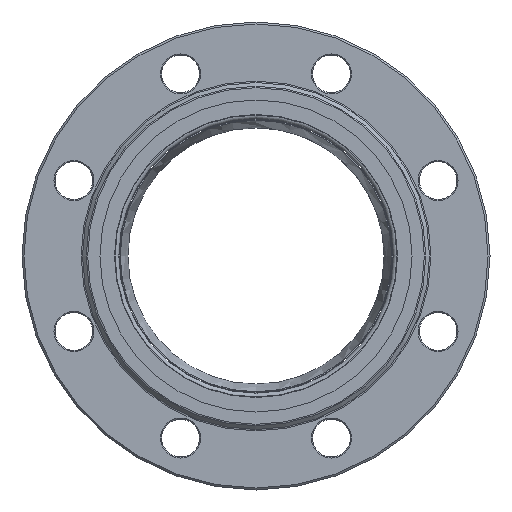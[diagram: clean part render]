
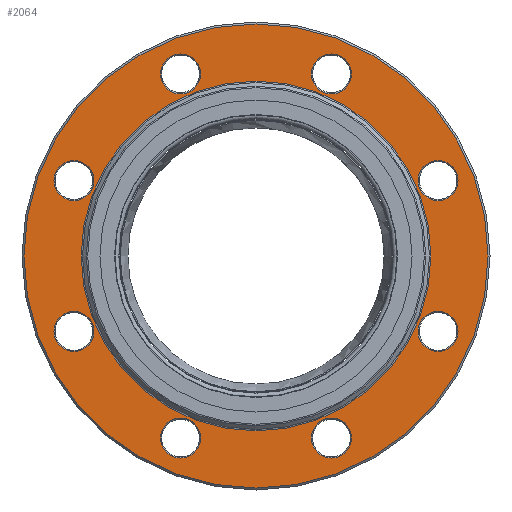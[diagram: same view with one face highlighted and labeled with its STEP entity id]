
A CAD part, left-side view. The second image highlights one B-rep face of the part: STEP entity #2064.
In plain terms, the highlighted planar face has unit normal (-1, 0, 0).
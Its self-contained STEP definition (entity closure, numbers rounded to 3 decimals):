
#1877=CARTESIAN_POINT('',(-131.4,0.,0.));
#1878=DIRECTION('',(1.,0.,-0.));
#1879=DIRECTION('',(0.,-1.,0.));
#1880=AXIS2_PLACEMENT_3D('',#1877,#1878,#1879);
#1881=PLANE('',#1880);
#1882=CARTESIAN_POINT('',(-131.4,110.866,-58.122));
#1883=VERTEX_POINT('',#1882);
#1884=CARTESIAN_POINT('',(-131.4,110.866,-33.722));
#1885=VERTEX_POINT('',#1884);
#1886=CARTESIAN_POINT('',(-131.4,110.866,-45.922));
#1887=DIRECTION('',(1.,0.,-0.));
#1888=DIRECTION('',(-0.,0.,-1.));
#1889=AXIS2_PLACEMENT_3D('',#1886,#1887,#1888);
#1890=CIRCLE('',#1889,12.2);
#1891=EDGE_CURVE('',#1883,#1885,#1890,.T.);
#1892=ORIENTED_EDGE('',*,*,#1891,.T.);
#1893=CARTESIAN_POINT('',(-131.4,110.866,-45.922));
#1894=DIRECTION('',(1.,0.,-0.));
#1895=DIRECTION('',(-0.,0.,-1.));
#1896=AXIS2_PLACEMENT_3D('',#1893,#1894,#1895);
#1897=CIRCLE('',#1896,12.2);
#1898=EDGE_CURVE('',#1885,#1883,#1897,.T.);
#1899=ORIENTED_EDGE('',*,*,#1898,.T.);
#1900=EDGE_LOOP('',(#1892,#1899));
#1901=FACE_BOUND('',#1900,.T.);
#1902=CARTESIAN_POINT('',(-131.4,110.866,33.722));
#1903=VERTEX_POINT('',#1902);
#1904=CARTESIAN_POINT('',(-131.4,110.866,58.122));
#1905=VERTEX_POINT('',#1904);
#1906=CARTESIAN_POINT('',(-131.4,110.866,45.922));
#1907=DIRECTION('',(1.,0.,-0.));
#1908=DIRECTION('',(-0.,0.,-1.));
#1909=AXIS2_PLACEMENT_3D('',#1906,#1907,#1908);
#1910=CIRCLE('',#1909,12.2);
#1911=EDGE_CURVE('',#1903,#1905,#1910,.T.);
#1912=ORIENTED_EDGE('',*,*,#1911,.T.);
#1913=CARTESIAN_POINT('',(-131.4,110.866,45.922));
#1914=DIRECTION('',(1.,0.,-0.));
#1915=DIRECTION('',(-0.,0.,-1.));
#1916=AXIS2_PLACEMENT_3D('',#1913,#1914,#1915);
#1917=CIRCLE('',#1916,12.2);
#1918=EDGE_CURVE('',#1905,#1903,#1917,.T.);
#1919=ORIENTED_EDGE('',*,*,#1918,.T.);
#1920=EDGE_LOOP('',(#1912,#1919));
#1921=FACE_BOUND('',#1920,.T.);
#1922=CARTESIAN_POINT('',(-131.4,-110.866,33.722));
#1923=VERTEX_POINT('',#1922);
#1924=CARTESIAN_POINT('',(-131.4,-110.866,58.122));
#1925=VERTEX_POINT('',#1924);
#1926=CARTESIAN_POINT('',(-131.4,-110.866,45.922));
#1927=DIRECTION('',(1.,0.,-0.));
#1928=DIRECTION('',(-0.,0.,-1.));
#1929=AXIS2_PLACEMENT_3D('',#1926,#1927,#1928);
#1930=CIRCLE('',#1929,12.2);
#1931=EDGE_CURVE('',#1923,#1925,#1930,.T.);
#1932=ORIENTED_EDGE('',*,*,#1931,.T.);
#1933=CARTESIAN_POINT('',(-131.4,-110.866,45.922));
#1934=DIRECTION('',(1.,0.,-0.));
#1935=DIRECTION('',(-0.,0.,-1.));
#1936=AXIS2_PLACEMENT_3D('',#1933,#1934,#1935);
#1937=CIRCLE('',#1936,12.2);
#1938=EDGE_CURVE('',#1925,#1923,#1937,.T.);
#1939=ORIENTED_EDGE('',*,*,#1938,.T.);
#1940=EDGE_LOOP('',(#1932,#1939));
#1941=FACE_BOUND('',#1940,.T.);
#1942=CARTESIAN_POINT('',(-131.4,-110.866,-58.122));
#1943=VERTEX_POINT('',#1942);
#1944=CARTESIAN_POINT('',(-131.4,-110.866,-33.722));
#1945=VERTEX_POINT('',#1944);
#1946=CARTESIAN_POINT('',(-131.4,-110.866,-45.922));
#1947=DIRECTION('',(1.,0.,-0.));
#1948=DIRECTION('',(-0.,0.,-1.));
#1949=AXIS2_PLACEMENT_3D('',#1946,#1947,#1948);
#1950=CIRCLE('',#1949,12.2);
#1951=EDGE_CURVE('',#1943,#1945,#1950,.T.);
#1952=ORIENTED_EDGE('',*,*,#1951,.T.);
#1953=CARTESIAN_POINT('',(-131.4,-110.866,-45.922));
#1954=DIRECTION('',(1.,0.,-0.));
#1955=DIRECTION('',(-0.,0.,-1.));
#1956=AXIS2_PLACEMENT_3D('',#1953,#1954,#1955);
#1957=CIRCLE('',#1956,12.2);
#1958=EDGE_CURVE('',#1945,#1943,#1957,.T.);
#1959=ORIENTED_EDGE('',*,*,#1958,.T.);
#1960=EDGE_LOOP('',(#1952,#1959));
#1961=FACE_BOUND('',#1960,.T.);
#1962=CARTESIAN_POINT('',(-131.4,-45.922,-123.066));
#1963=VERTEX_POINT('',#1962);
#1964=CARTESIAN_POINT('',(-131.4,-45.922,-98.666));
#1965=VERTEX_POINT('',#1964);
#1966=CARTESIAN_POINT('',(-131.4,-45.922,-110.866));
#1967=DIRECTION('',(1.,0.,-0.));
#1968=DIRECTION('',(-0.,0.,-1.));
#1969=AXIS2_PLACEMENT_3D('',#1966,#1967,#1968);
#1970=CIRCLE('',#1969,12.2);
#1971=EDGE_CURVE('',#1963,#1965,#1970,.T.);
#1972=ORIENTED_EDGE('',*,*,#1971,.T.);
#1973=CARTESIAN_POINT('',(-131.4,-45.922,-110.866));
#1974=DIRECTION('',(1.,0.,-0.));
#1975=DIRECTION('',(-0.,0.,-1.));
#1976=AXIS2_PLACEMENT_3D('',#1973,#1974,#1975);
#1977=CIRCLE('',#1976,12.2);
#1978=EDGE_CURVE('',#1965,#1963,#1977,.T.);
#1979=ORIENTED_EDGE('',*,*,#1978,.T.);
#1980=EDGE_LOOP('',(#1972,#1979));
#1981=FACE_BOUND('',#1980,.T.);
#1982=CARTESIAN_POINT('',(-131.4,45.922,98.666));
#1983=VERTEX_POINT('',#1982);
#1984=CARTESIAN_POINT('',(-131.4,45.922,123.066));
#1985=VERTEX_POINT('',#1984);
#1986=CARTESIAN_POINT('',(-131.4,45.922,110.866));
#1987=DIRECTION('',(1.,0.,-0.));
#1988=DIRECTION('',(-0.,0.,-1.));
#1989=AXIS2_PLACEMENT_3D('',#1986,#1987,#1988);
#1990=CIRCLE('',#1989,12.2);
#1991=EDGE_CURVE('',#1983,#1985,#1990,.T.);
#1992=ORIENTED_EDGE('',*,*,#1991,.T.);
#1993=CARTESIAN_POINT('',(-131.4,45.922,110.866));
#1994=DIRECTION('',(1.,0.,-0.));
#1995=DIRECTION('',(-0.,0.,-1.));
#1996=AXIS2_PLACEMENT_3D('',#1993,#1994,#1995);
#1997=CIRCLE('',#1996,12.2);
#1998=EDGE_CURVE('',#1985,#1983,#1997,.T.);
#1999=ORIENTED_EDGE('',*,*,#1998,.T.);
#2000=EDGE_LOOP('',(#1992,#1999));
#2001=FACE_BOUND('',#2000,.T.);
#2002=CARTESIAN_POINT('',(-131.4,45.922,-123.066));
#2003=VERTEX_POINT('',#2002);
#2004=CARTESIAN_POINT('',(-131.4,45.922,-98.666));
#2005=VERTEX_POINT('',#2004);
#2006=CARTESIAN_POINT('',(-131.4,45.922,-110.866));
#2007=DIRECTION('',(1.,0.,-0.));
#2008=DIRECTION('',(-0.,0.,-1.));
#2009=AXIS2_PLACEMENT_3D('',#2006,#2007,#2008);
#2010=CIRCLE('',#2009,12.2);
#2011=EDGE_CURVE('',#2003,#2005,#2010,.T.);
#2012=ORIENTED_EDGE('',*,*,#2011,.T.);
#2013=CARTESIAN_POINT('',(-131.4,45.922,-110.866));
#2014=DIRECTION('',(1.,0.,-0.));
#2015=DIRECTION('',(-0.,0.,-1.));
#2016=AXIS2_PLACEMENT_3D('',#2013,#2014,#2015);
#2017=CIRCLE('',#2016,12.2);
#2018=EDGE_CURVE('',#2005,#2003,#2017,.T.);
#2019=ORIENTED_EDGE('',*,*,#2018,.T.);
#2020=EDGE_LOOP('',(#2012,#2019));
#2021=FACE_BOUND('',#2020,.T.);
#2022=CARTESIAN_POINT('',(-131.4,-45.922,98.666));
#2023=VERTEX_POINT('',#2022);
#2024=CARTESIAN_POINT('',(-131.4,-45.922,123.066));
#2025=VERTEX_POINT('',#2024);
#2026=CARTESIAN_POINT('',(-131.4,-45.922,110.866));
#2027=DIRECTION('',(1.,0.,-0.));
#2028=DIRECTION('',(-0.,0.,-1.));
#2029=AXIS2_PLACEMENT_3D('',#2026,#2027,#2028);
#2030=CIRCLE('',#2029,12.2);
#2031=EDGE_CURVE('',#2023,#2025,#2030,.T.);
#2032=ORIENTED_EDGE('',*,*,#2031,.T.);
#2033=CARTESIAN_POINT('',(-131.4,-45.922,110.866));
#2034=DIRECTION('',(1.,0.,-0.));
#2035=DIRECTION('',(-0.,0.,-1.));
#2036=AXIS2_PLACEMENT_3D('',#2033,#2034,#2035);
#2037=CIRCLE('',#2036,12.2);
#2038=EDGE_CURVE('',#2025,#2023,#2037,.T.);
#2039=ORIENTED_EDGE('',*,*,#2038,.T.);
#2040=EDGE_LOOP('',(#2032,#2039));
#2041=FACE_BOUND('',#2040,.T.);
#2042=CARTESIAN_POINT('',(-131.4,-0.,-141.3));
#2043=VERTEX_POINT('',#2042);
#2044=CARTESIAN_POINT('',(-131.4,0.,0.));
#2045=DIRECTION('',(-1.,-0.,0.));
#2046=DIRECTION('',(-0.,0.,-1.));
#2047=AXIS2_PLACEMENT_3D('',#2044,#2045,#2046);
#2048=CIRCLE('',#2047,141.3);
#2049=EDGE_CURVE('',#2043,#2043,#2048,.T.);
#2050=ORIENTED_EDGE('',*,*,#2049,.T.);
#2051=EDGE_LOOP('',(#2050));
#2052=FACE_BOUND('',#2051,.T.);
#2053=CARTESIAN_POINT('',(-131.4,-0.,-106.497));
#2054=VERTEX_POINT('',#2053);
#2055=CARTESIAN_POINT('',(-131.4,-0.,0.));
#2056=DIRECTION('',(1.,0.,-0.));
#2057=DIRECTION('',(-0.,0.,-1.));
#2058=AXIS2_PLACEMENT_3D('',#2055,#2056,#2057);
#2059=CIRCLE('',#2058,106.497);
#2060=EDGE_CURVE('',#2054,#2054,#2059,.T.);
#2061=ORIENTED_EDGE('',*,*,#2060,.T.);
#2062=EDGE_LOOP('',(#2061));
#2063=FACE_BOUND('',#2062,.T.);
#2064=ADVANCED_FACE('',(#1901,#1921,#1941,#1961,#1981,#2001,#2021,#2041,#2052,#2063),#1881,.F.);
